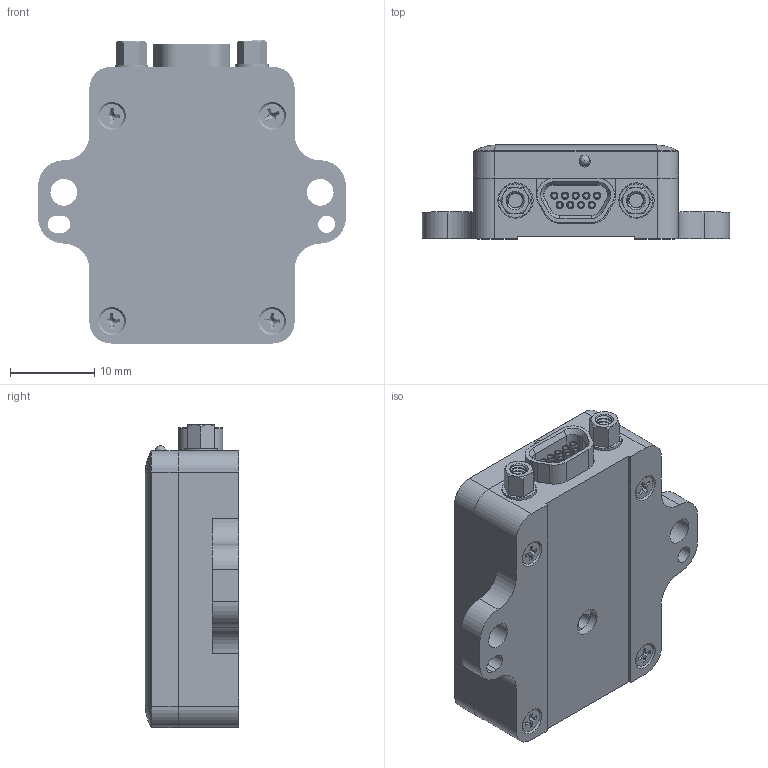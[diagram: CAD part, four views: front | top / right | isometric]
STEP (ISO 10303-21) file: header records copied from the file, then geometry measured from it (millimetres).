
FILE_DESCRIPTION(/* description */ (''),/* implementation_level */ '2;1');
FILE_NAME(/* name */ '3DM-GX4-15.stp',/* time_stamp */ '2016-04-21T13:33:25-04:00',/* author */ ('chad_thelen'),/* organization */ (''),/* preprocessor_version */ 'ST-DEVELOPER v15.6',/* originating_system */ 'Autodesk Inventor 2015',/* authorisation */ '');
FILE_SCHEMA (('AUTOMOTIVE_DESIGN { 1 0 10303 214 3 1 1 }'));
Products named in the file (5): 3065-0162; 3065-7119; 3065-0163; 9100-0146; 3065-0168
Assembly tree (7 placements, depth 2):
  3065-0168
    3065-0162
    3065-7119
    3065-0163
    9100-0146  x4
Bounding box: 36.58 x 11.13 x 36.02 mm (x, y, z)
Volume: 4929.2 mm3; surface area: 9163.4 mm2
Topology: 27 solids, 27 shells, 1250 faces, 3797 edges, 2660 vertices
Faces by surface type: plane 604, cylinder 422, cone 89, bspline 89, torus 45, sphere 1
Full cylindrical faces by diameter (mm): 0.254 x12, 0.483 x9, 0.508 x36, 0.589 x9, 0.846 x9, 0.864 x9, 0.965 x9, 1.016 x9, 1.194 x5, 1.3 x5, 1.5 x4, 1.524 x104, 1.702 x4, 1.854 x4, 2.019 x1, 2.159 x2, 2.184 x2, 2.275 x4, 2.413 x2, 2.946 x2, 3.175 x4, 3.277 x1, 3.962 x2, 4.191 x2
Entity records: 46285 total; most frequent: CARTESIAN_POINT 19881, ORIENTED_EDGE 5568, DIRECTION 4814, EDGE_CURVE 2784, VERTEX_POINT 2086, AXIS2_PLACEMENT_3D 1679, LINE 1456, VECTOR 1456
